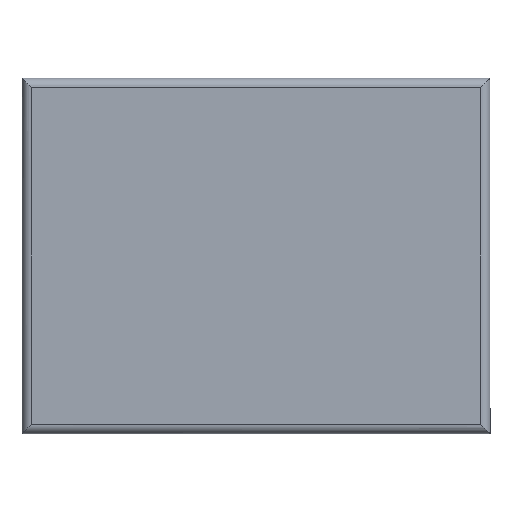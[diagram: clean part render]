
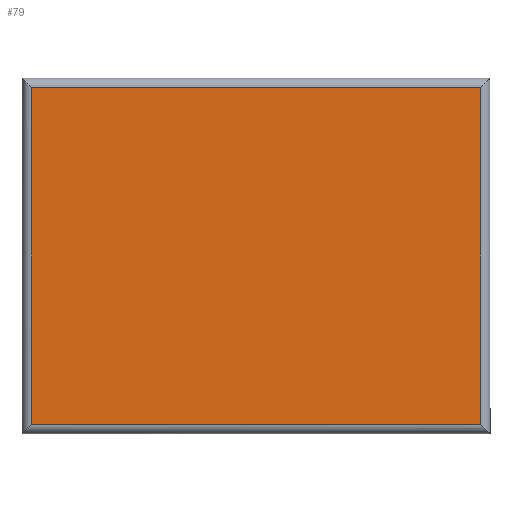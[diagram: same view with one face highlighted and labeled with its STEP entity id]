
A CAD part, left-side view. The second image highlights one B-rep face of the part: STEP entity #79.
In plain terms, the highlighted planar face has unit normal (-1, 0, 0).
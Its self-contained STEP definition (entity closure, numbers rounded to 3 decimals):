
#14 = CARTESIAN_POINT ( 'NONE',  ( -1.6, -1.2, 1.85 ) ) ;
#57 = EDGE_CURVE ( 'NONE', #526, #61, #894, .T. ) ;
#61 = VERTEX_POINT ( 'NONE', #596 ) ;
#79 = ADVANCED_FACE ( 'N', ( #802 ), #423, .F. ) ;
#86 = DIRECTION ( 'NONE',  ( 0., 0., 1. ) ) ;
#93 = CARTESIAN_POINT ( 'NONE',  ( -1.6, 1.2, 1.911 ) ) ;
#114 = EDGE_CURVE ( 'NONE', #1044, #183, #704, .T. ) ;
#177 = EDGE_CURVE ( 'NONE', #61, #1044, #679, .T. ) ;
#183 = VERTEX_POINT ( 'NONE', #14 ) ;
#213 = CARTESIAN_POINT ( 'NONE',  ( -1.6, -1.2, 0.05 ) ) ;
#230 = CARTESIAN_POINT ( 'NONE',  ( -1.6, 1.2, 1.85 ) ) ;
#239 = VECTOR ( 'NONE', #86, 1000. ) ;
#252 = VECTOR ( 'NONE', #736, 1000. ) ;
#272 = ORIENTED_EDGE ( 'NONE', *, *, #57, .F. ) ;
#278 = DIRECTION ( 'NONE',  ( 0., -1., 0. ) ) ;
#288 = ORIENTED_EDGE ( 'NONE', *, *, #1046, .F. ) ;
#332 = ORIENTED_EDGE ( 'NONE', *, *, #177, .F. ) ;
#342 = DIRECTION ( 'NONE',  ( 0., 0., -1. ) ) ;
#347 = DIRECTION ( 'NONE',  ( 1., 0., 0. ) ) ;
#352 = CARTESIAN_POINT ( 'NONE',  ( -1.6, -1.2, 1.85 ) ) ;
#404 = CARTESIAN_POINT ( 'NONE',  ( -1.6, -1.2, 1.911 ) ) ;
#423 = PLANE ( 'NONE',  #979 ) ;
#445 = EDGE_LOOP ( 'NONE', ( #272, #288, #451, #332 ) ) ;
#451 = ORIENTED_EDGE ( 'NONE', *, *, #114, .F. ) ;
#480 = VECTOR ( 'NONE', #278, 1000. ) ;
#526 = VERTEX_POINT ( 'NONE', #213 ) ;
#596 = CARTESIAN_POINT ( 'NONE',  ( -1.6, 1.2, 0.05 ) ) ;
#605 = CARTESIAN_POINT ( 'NONE',  ( -1.6, -1.265, 1.85 ) ) ;
#632 = LINE ( 'NONE', #404, #1034 ) ;
#679 = LINE ( 'NONE', #93, #239 ) ;
#704 = LINE ( 'NONE', #605, #480 ) ;
#732 = CARTESIAN_POINT ( 'NONE',  ( -1.6, 1.265, 0.05 ) ) ;
#736 = DIRECTION ( 'NONE',  ( 0., 1., 0. ) ) ;
#802 = FACE_OUTER_BOUND ( 'NONE', #445, .T. ) ;
#894 = LINE ( 'NONE', #732, #252 ) ;
#953 = DIRECTION ( 'NONE',  ( 0., 0., -1. ) ) ;
#979 = AXIS2_PLACEMENT_3D ( 'NONE', #352, #347, #342 ) ;
#1034 = VECTOR ( 'NONE', #953, 1000. ) ;
#1044 = VERTEX_POINT ( 'NONE', #230 ) ;
#1046 = EDGE_CURVE ( 'NONE', #183, #526, #632, .T. ) ;
